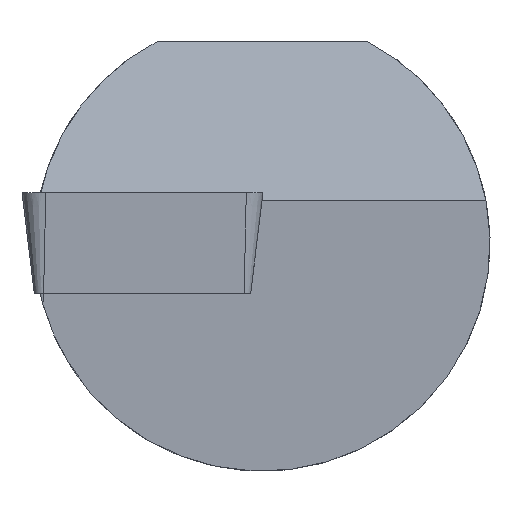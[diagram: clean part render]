
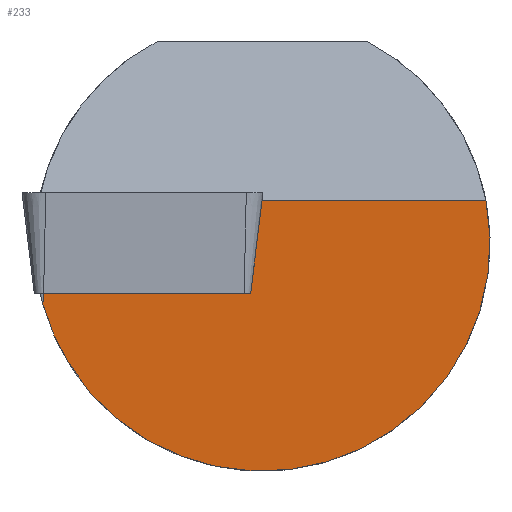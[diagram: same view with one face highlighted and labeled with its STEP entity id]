
A CAD part, left-side view. The second image highlights one B-rep face of the part: STEP entity #233.
In plain terms, the highlighted planar face has unit normal (-0.978, -0.172, -0.122).
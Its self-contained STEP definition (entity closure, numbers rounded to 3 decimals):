
#26=ELLIPSE('',#566,9.207,9.);
#212=PLANE('',#572);
#233=ADVANCED_FACE('',(#258),#212,.F.);
#258=FACE_OUTER_BOUND('',#280,.T.);
#280=EDGE_LOOP('',(#428,#429,#430,#431,#432));
#300=LINE('',#741,#332);
#308=LINE('',#786,#340);
#311=LINE('',#791,#343);
#312=LINE('',#793,#344);
#332=VECTOR('',#632,1.);
#340=VECTOR('',#662,1.);
#343=VECTOR('',#669,1.);
#344=VECTOR('',#670,1.);
#428=ORIENTED_EDGE('',*,*,#523,.F.);
#429=ORIENTED_EDGE('',*,*,#505,.F.);
#430=ORIENTED_EDGE('',*,*,#515,.F.);
#431=ORIENTED_EDGE('',*,*,#520,.F.);
#432=ORIENTED_EDGE('',*,*,#524,.T.);
#463=VERTEX_POINT('',#735);
#464=VERTEX_POINT('',#740);
#473=VERTEX_POINT('',#775);
#475=VERTEX_POINT('',#784);
#477=VERTEX_POINT('',#792);
#505=EDGE_CURVE('',#464,#463,#300,.T.);
#515=EDGE_CURVE('',#473,#464,#26,.T.);
#520=EDGE_CURVE('',#475,#473,#308,.T.);
#523=EDGE_CURVE('',#463,#477,#311,.T.);
#524=EDGE_CURVE('',#475,#477,#312,.T.);
#566=AXIS2_PLACEMENT_3D('',#776,#651,#652);
#572=AXIS2_PLACEMENT_3D('',#794,#671,#672);
#632=DIRECTION('',(-0.12,-0.021,0.993));
#651=DIRECTION('',(0.977,0.172,0.122));
#652=DIRECTION('',(-0.211,0.798,0.564));
#662=DIRECTION('',(0.174,-0.985,0.));
#669=DIRECTION('',(0.174,-0.985,0.));
#670=DIRECTION('',(0.102,0.121,-0.987));
#671=DIRECTION('',(0.977,0.172,0.122));
#672=DIRECTION('',(0.174,-0.985,0.));
#735=CARTESIAN_POINT('',(0.591,8.663,-1.97));
#740=CARTESIAN_POINT('',(0.643,8.672,-2.406));
#741=CARTESIAN_POINT('',(0.591,8.663,-1.97));
#775=CARTESIAN_POINT('',(3.219,-8.838,1.7));
#776=CARTESIAN_POINT('',(1.873,0.,0.));
#784=CARTESIAN_POINT('',(1.659,0.012,1.7));
#786=CARTESIAN_POINT('',(19.339,-100.257,1.7));
#791=CARTESIAN_POINT('',(3.793,-9.5,-1.97));
#792=CARTESIAN_POINT('',(2.037,0.462,-1.97));
#793=CARTESIAN_POINT('',(1.932,0.338,-0.954));
#794=CARTESIAN_POINT('',(3.793,-9.5,-1.97));
